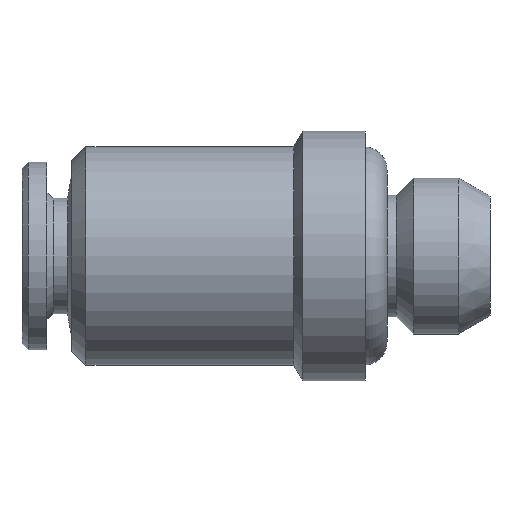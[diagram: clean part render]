
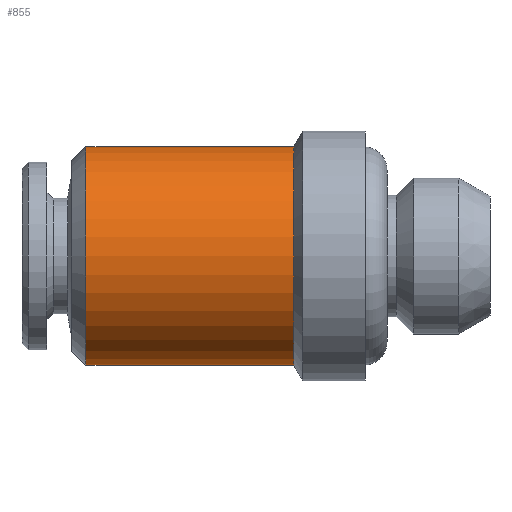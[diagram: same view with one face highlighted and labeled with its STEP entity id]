
A CAD part, left-side view. The second image highlights one B-rep face of the part: STEP entity #855.
In plain terms, the highlighted cylindrical face has radius 3.5 mm (diameter 7 mm), a partial arc.
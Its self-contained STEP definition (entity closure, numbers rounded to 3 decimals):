
#217 = CARTESIAN_POINT ( 'NONE',  ( 0., 6.289, 3.5 ) ) ;
#254 = CARTESIAN_POINT ( 'NONE',  ( 0., 6.289, -3.5 ) ) ;
#276 = CARTESIAN_POINT ( 'NONE',  ( 0., 12.95, -3.5 ) ) ;
#287 = CARTESIAN_POINT ( 'NONE',  ( 0., 12.95, 3.5 ) ) ;
#291 = LINE ( 'NONE', #309, #308 ) ;
#305 = LINE ( 'NONE', #317, #316 ) ;
#307 = DIRECTION ( 'NONE',  ( 0., -1., 0. ) ) ;
#308 = VECTOR ( 'NONE', #307, 1000. ) ;
#309 = CARTESIAN_POINT ( 'NONE',  ( 0., -1.405, -3.5 ) ) ;
#312 = DIRECTION ( 'NONE',  ( 0., -1., 0. ) ) ;
#316 = VECTOR ( 'NONE', #312, 1000. ) ;
#317 = CARTESIAN_POINT ( 'NONE',  ( 0., -1.405, 3.5 ) ) ;
#671 = VERTEX_POINT ( 'NONE', #217 ) ;
#688 = VERTEX_POINT ( 'NONE', #254 ) ;
#695 = VERTEX_POINT ( 'NONE', #276 ) ;
#702 = VERTEX_POINT ( 'NONE', #287 ) ;
#717 = EDGE_CURVE ( 'NONE', #702, #671, #305, .T. ) ;
#718 = EDGE_CURVE ( 'NONE', #695, #688, #291, .T. ) ;
#796 = ORIENTED_EDGE ( 'NONE', *, *, #718, .T. ) ;
#797 = ORIENTED_EDGE ( 'NONE', *, *, #839, .T. ) ;
#839 = EDGE_CURVE ( 'NONE', #702, #695, #1047, .T. ) ;
#841 = EDGE_CURVE ( 'NONE', #671, #688, #1030, .T. ) ;
#842 = ORIENTED_EDGE ( 'NONE', *, *, #717, .F. ) ;
#853 = EDGE_LOOP ( 'NONE', ( #842, #797, #796, #856 ) ) ;
#855 = ADVANCED_FACE ( 'NONE', ( #1050 ), #1065, .T. ) ;
#856 = ORIENTED_EDGE ( 'NONE', *, *, #841, .F. ) ;
#1023 = DIRECTION ( 'NONE',  ( 0., 0., -1. ) ) ;
#1026 = DIRECTION ( 'NONE',  ( 0., -1., 0. ) ) ;
#1028 = CARTESIAN_POINT ( 'NONE',  ( 0., 6.289, 0. ) ) ;
#1029 = AXIS2_PLACEMENT_3D ( 'NONE', #1028, #1026, #1036 ) ;
#1030 = CIRCLE ( 'NONE', #1029, 3.5 ) ;
#1036 = DIRECTION ( 'NONE',  ( 0., 0., -1. ) ) ;
#1038 = DIRECTION ( 'NONE',  ( 0., -1., 0. ) ) ;
#1039 = CARTESIAN_POINT ( 'NONE',  ( 0., 12.95, 0. ) ) ;
#1040 = AXIS2_PLACEMENT_3D ( 'NONE', #1039, #1038, #1023 ) ;
#1047 = CIRCLE ( 'NONE', #1040, 3.5 ) ;
#1050 = FACE_OUTER_BOUND ( 'NONE', #853, .T. ) ;
#1065 = CYLINDRICAL_SURFACE ( 'NONE', #1095, 3.5 ) ;
#1094 = CARTESIAN_POINT ( 'NONE',  ( 0., -1.405, 0. ) ) ;
#1095 = AXIS2_PLACEMENT_3D ( 'NONE', #1094, #1098, #1097 ) ;
#1097 = DIRECTION ( 'NONE',  ( 0., 0., -1. ) ) ;
#1098 = DIRECTION ( 'NONE',  ( 0., -1., 0. ) ) ;
